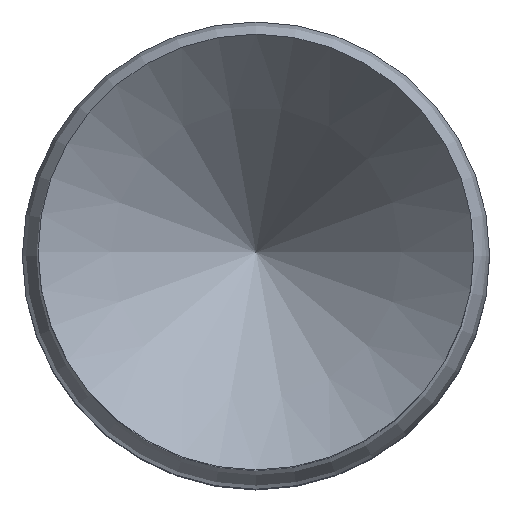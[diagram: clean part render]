
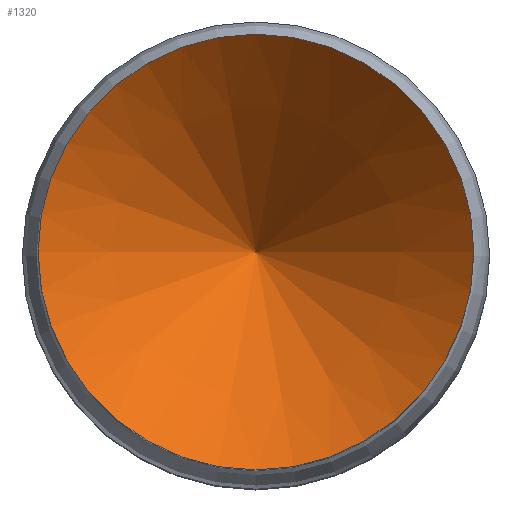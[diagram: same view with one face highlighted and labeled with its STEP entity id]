
A CAD part, top view. The second image highlights one B-rep face of the part: STEP entity #1320.
In plain terms, the highlighted conical face has half-angle 45 degrees and reference radius 2 mm.
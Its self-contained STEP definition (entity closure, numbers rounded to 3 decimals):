
#1211 = CYLINDRICAL_SURFACE('',#1212,0.9);
#1212 = AXIS2_PLACEMENT_3D('',#1213,#1214,#1215);
#1213 = CARTESIAN_POINT('',(0.,0.,31.45));
#1214 = DIRECTION('',(-0.,-0.,-1.));
#1215 = DIRECTION('',(1.,0.,0.));
#1236 = VERTEX_POINT('',#1237);
#1237 = CARTESIAN_POINT('',(0.9,0.,33.25));
#1258 = EDGE_CURVE('',#1236,#1236,#1259,.T.);
#1259 = SURFACE_CURVE('',#1260,(#1265,#1272),.PCURVE_S1.);
#1260 = CIRCLE('',#1261,0.9);
#1261 = AXIS2_PLACEMENT_3D('',#1262,#1263,#1264);
#1262 = CARTESIAN_POINT('',(0.,0.,33.25));
#1263 = DIRECTION('',(0.,0.,-1.));
#1264 = DIRECTION('',(0.,1.,0.));
#1265 = PCURVE('',#1211,#1266);
#1266 = DEFINITIONAL_REPRESENTATION('',(#1267),#1271);
#1267 = LINE('',#1268,#1269);
#1268 = CARTESIAN_POINT('',(-7.854,-1.8));
#1269 = VECTOR('',#1270,1.);
#1270 = DIRECTION('',(1.,-0.));
#1271 = ( GEOMETRIC_REPRESENTATION_CONTEXT(2) 
PARAMETRIC_REPRESENTATION_CONTEXT() REPRESENTATION_CONTEXT('2D SPACE',''
  ) );
#1272 = PCURVE('',#1273,#1278);
#1273 = CONICAL_SURFACE('',#1274,2.,0.785);
#1274 = AXIS2_PLACEMENT_3D('',#1275,#1276,#1277);
#1275 = CARTESIAN_POINT('',(0.,0.,34.35));
#1276 = DIRECTION('',(0.,0.,1.));
#1277 = DIRECTION('',(1.,0.,0.));
#1278 = DEFINITIONAL_REPRESENTATION('',(#1279),#1283);
#1279 = LINE('',#1280,#1281);
#1280 = CARTESIAN_POINT('',(7.854,-1.1));
#1281 = VECTOR('',#1282,1.);
#1282 = DIRECTION('',(-1.,-0.));
#1283 = ( GEOMETRIC_REPRESENTATION_CONTEXT(2) 
PARAMETRIC_REPRESENTATION_CONTEXT() REPRESENTATION_CONTEXT('2D SPACE',''
  ) );
#1320 = ADVANCED_FACE('',(#1321),#1273,.F.);
#1321 = FACE_BOUND('',#1322,.T.);
#1322 = EDGE_LOOP('',(#1323,#1346,#1347));
#1323 = ORIENTED_EDGE('',*,*,#1324,.T.);
#1324 = EDGE_CURVE('',#1236,#1325,#1327,.T.);
#1325 = VERTEX_POINT('',#1326);
#1326 = CARTESIAN_POINT('',(0.,0.,32.35
    ));
#1327 = SEAM_CURVE('',#1328,(#1332,#1339),.PCURVE_S1.);
#1328 = LINE('',#1329,#1330);
#1329 = CARTESIAN_POINT('',(2.,0.,34.35));
#1330 = VECTOR('',#1331,1.);
#1331 = DIRECTION('',(-0.707,0.,-0.707
    ));
#1332 = PCURVE('',#1273,#1333);
#1333 = DEFINITIONAL_REPRESENTATION('',(#1334),#1338);
#1334 = LINE('',#1335,#1336);
#1335 = CARTESIAN_POINT('',(6.283,0.));
#1336 = VECTOR('',#1337,1.);
#1337 = DIRECTION('',(0.,-1.));
#1338 = ( GEOMETRIC_REPRESENTATION_CONTEXT(2) 
PARAMETRIC_REPRESENTATION_CONTEXT() REPRESENTATION_CONTEXT('2D SPACE',''
  ) );
#1339 = PCURVE('',#1273,#1340);
#1340 = DEFINITIONAL_REPRESENTATION('',(#1341),#1345);
#1341 = LINE('',#1342,#1343);
#1342 = CARTESIAN_POINT('',(-0.,0.));
#1343 = VECTOR('',#1344,1.);
#1344 = DIRECTION('',(0.,-1.));
#1345 = ( GEOMETRIC_REPRESENTATION_CONTEXT(2) 
PARAMETRIC_REPRESENTATION_CONTEXT() REPRESENTATION_CONTEXT('2D SPACE',''
  ) );
#1346 = ORIENTED_EDGE('',*,*,#1324,.F.);
#1347 = ORIENTED_EDGE('',*,*,#1258,.F.);
